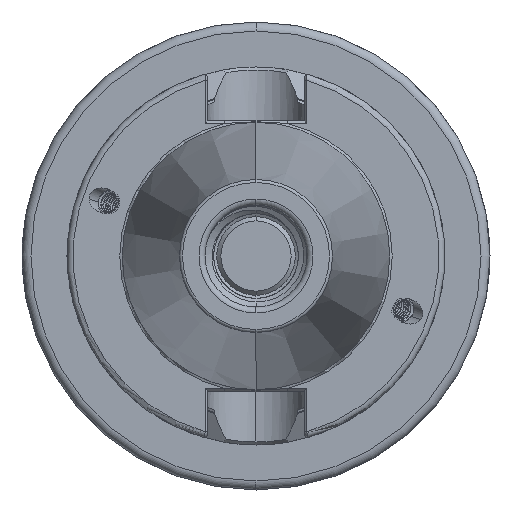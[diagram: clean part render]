
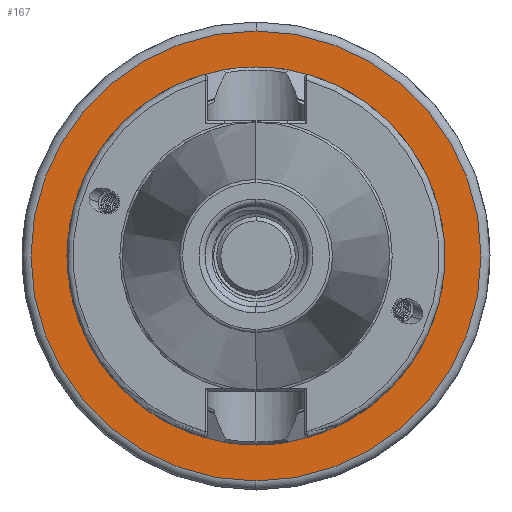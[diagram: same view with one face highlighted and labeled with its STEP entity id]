
A CAD part, left-side view. The second image highlights one B-rep face of the part: STEP entity #167.
In plain terms, the highlighted planar face has unit normal (-1, 0, 0).
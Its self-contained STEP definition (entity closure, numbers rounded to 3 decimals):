
#167 = ADVANCED_FACE ( 'NONE', ( #6538, #6558 ), #8401, .T. ) ;
#2415 = DIRECTION ( 'NONE',  ( -1., 0., 0. ) ) ;
#2441 = CARTESIAN_POINT ( 'NONE',  ( 32.85, 0., 0. ) ) ;
#2452 = DIRECTION ( 'NONE',  ( 0., 0., 1. ) ) ;
#2461 = CARTESIAN_POINT ( 'NONE',  ( 32.85, 0., 0. ) ) ;
#2471 = DIRECTION ( 'NONE',  ( 0., 0., 1. ) ) ;
#2493 = DIRECTION ( 'NONE',  ( 1., 0., 0. ) ) ;
#4354 = AXIS2_PLACEMENT_3D ( 'NONE', #2461, #2493, #2471 ) ;
#4359 = AXIS2_PLACEMENT_3D ( 'NONE', #2441, #2415, #2452 ) ;
#4595 = AXIS2_PLACEMENT_3D ( 'NONE', #8382, #8411, #8378 ) ;
#5678 = CIRCLE ( 'NONE', #19223, 37.5 ) ;
#5781 = CIRCLE ( 'NONE', #19217, 31.3 ) ;
#6538 = FACE_OUTER_BOUND ( 'NONE', #18278, .T. ) ;
#6558 = FACE_BOUND ( 'NONE', #18252, .T. ) ;
#7220 = ORIENTED_EDGE ( 'NONE', *, *, #13303, .T. ) ;
#7231 = ORIENTED_EDGE ( 'NONE', *, *, #13298, .T. ) ;
#7233 = ORIENTED_EDGE ( 'NONE', *, *, #14802, .T. ) ;
#7310 = ORIENTED_EDGE ( 'NONE', *, *, #14693, .T. ) ;
#8378 = DIRECTION ( 'NONE',  ( 0., 0., 1. ) ) ;
#8382 = CARTESIAN_POINT ( 'NONE',  ( 32.85, 30.5, 0. ) ) ;
#8401 = PLANE ( 'NONE',  #4595 ) ;
#8411 = DIRECTION ( 'NONE',  ( -1., 0., 0. ) ) ;
#9305 = CARTESIAN_POINT ( 'NONE',  ( 32.85, 0., 31.3 ) ) ;
#9307 = CARTESIAN_POINT ( 'NONE',  ( 32.85, 0., 37.5 ) ) ;
#9309 = CARTESIAN_POINT ( 'NONE',  ( 32.85, 0., -37.5 ) ) ;
#9326 = CARTESIAN_POINT ( 'NONE',  ( 32.85, 0., -31.3 ) ) ;
#13298 = EDGE_CURVE ( 'NONE', #19324, #19330, #27879, .T. ) ;
#13303 = EDGE_CURVE ( 'NONE', #19317, #19369, #27870, .T. ) ;
#14693 = EDGE_CURVE ( 'NONE', #19330, #19324, #5678, .T. ) ;
#14802 = EDGE_CURVE ( 'NONE', #19369, #19317, #5781, .T. ) ;
#18252 = EDGE_LOOP ( 'NONE', ( #7220, #7233 ) ) ;
#18278 = EDGE_LOOP ( 'NONE', ( #7231, #7310 ) ) ;
#19217 = AXIS2_PLACEMENT_3D ( 'NONE', #31720, #31688, #31681 ) ;
#19223 = AXIS2_PLACEMENT_3D ( 'NONE', #31829, #31855, #31861 ) ;
#19317 = VERTEX_POINT ( 'NONE', #9305 ) ;
#19324 = VERTEX_POINT ( 'NONE', #9307 ) ;
#19330 = VERTEX_POINT ( 'NONE', #9309 ) ;
#19369 = VERTEX_POINT ( 'NONE', #9326 ) ;
#27870 = CIRCLE ( 'NONE', #4354, 31.3 ) ;
#27879 = CIRCLE ( 'NONE', #4359, 37.5 ) ;
#31681 = DIRECTION ( 'NONE',  ( 0., 0., 1. ) ) ;
#31688 = DIRECTION ( 'NONE',  ( 1., 0., 0. ) ) ;
#31720 = CARTESIAN_POINT ( 'NONE',  ( 32.85, 0., 0. ) ) ;
#31829 = CARTESIAN_POINT ( 'NONE',  ( 32.85, 0., 0. ) ) ;
#31855 = DIRECTION ( 'NONE',  ( -1., 0., 0. ) ) ;
#31861 = DIRECTION ( 'NONE',  ( 0., 0., 1. ) ) ;
